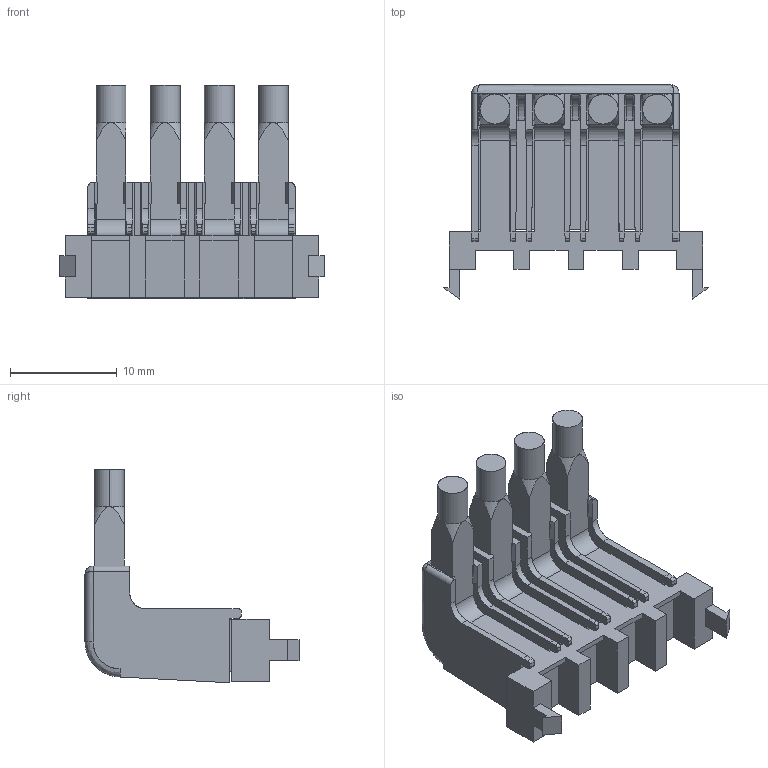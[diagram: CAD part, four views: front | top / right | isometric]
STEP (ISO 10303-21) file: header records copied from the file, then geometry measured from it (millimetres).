
FILE_DESCRIPTION(('FreeCAD Model'),'2;1');
FILE_NAME('Open CASCADE Shape Model','2022-08-18T09:42:20',('Author'),( ''),'Open CASCADE STEP processor 7.5','FreeCAD','Unknown');
FILE_SCHEMA(('AUTOMOTIVE_DESIGN { 1 0 10303 214 1 1 1 1 }'));
Length unit declared in the file: millimetre
Products named in the file (3): Unnamed; RLP4_600_650; RLP4_600_650001
Assembly tree (2 placements, depth 2):
  Unnamed
    RLP4_600_650
    RLP4_600_650001
Bounding box: 24.84 x 20.09 x 20.04 mm (x, y, z)
Surface area: 4232.7 mm2 (no closed solid volume)
Topology: 0 solids, 300 shells, 300 faces, 2580 edges, 2578 vertices
Faces by surface type: bspline 213, revolution 87
Entity records: 44247 total; most frequent: CARTESIAN_POINT 15743, B_SPLINE_CURVE_WITH_KNOTS 3738, ORIENTED_EDGE 2578, EDGE_CURVE 2578, VERTEX_POINT 2578, SURFACE_CURVE 2578, PCURVE 2578, DEFINITIONAL_REPRESENTATION 2578
